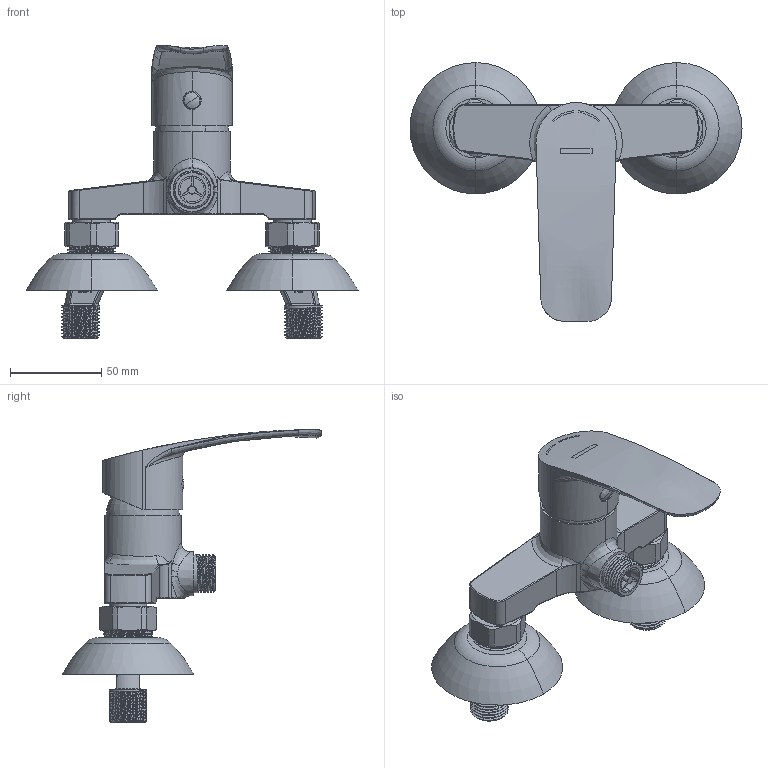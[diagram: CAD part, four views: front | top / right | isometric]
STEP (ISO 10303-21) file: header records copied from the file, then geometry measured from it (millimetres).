
FILE_DESCRIPTION (( 'STEP AP203' ), '1' );
FILE_NAME ('57F304992.STEP', '2025-07-07T07:42:22', ( '' ), ( '' ), 'SwSTEP 2.0', 'SolidWorks 2021', '' );
FILE_SCHEMA (( 'CONFIG_CONTROL_DESIGN' ));
Length unit declared in the file: millimetre
Products named in the file (1): 57F304992
Bounding box: 182 x 142.11 x 160.59 mm (x, y, z)
Volume: 120328.4 mm3; surface area: 110257.6 mm2
Topology: 13 solids, 13 shells, 1215 faces, 3087 edges, 1932 vertices
Faces by surface type: cylinder 436, bspline 333, plane 297, cone 91, torus 48, sphere 10
Entity records: 85616 total; most frequent: CARTESIAN_POINT 59939, ORIENTED_EDGE 6142, DIRECTION 4282, EDGE_CURVE 3071, VERTEX_POINT 1932, AXIS2_PLACEMENT_3D 1652, EDGE_LOOP 1301, ADVANCED_FACE 1215
